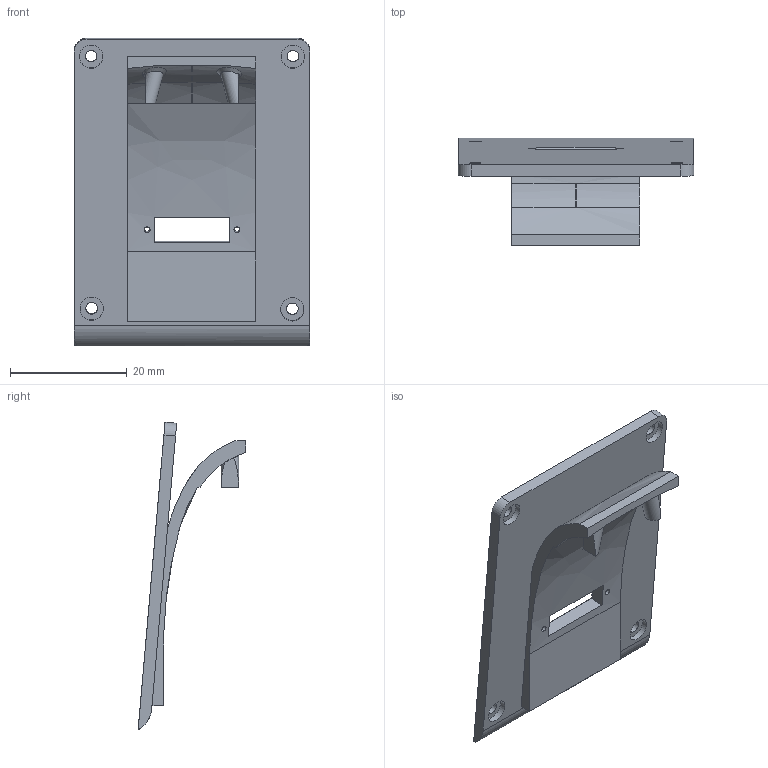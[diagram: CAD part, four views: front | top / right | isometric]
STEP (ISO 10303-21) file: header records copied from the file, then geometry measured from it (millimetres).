
FILE_DESCRIPTION(/* description */ (''),/* implementation_level */ '2;1');
FILE_NAME(/* name */ '',/* time_stamp */ '2024-06-24T22:13:31+08:00',/* author */ (''),/* organization */ (''),/* preprocessor_version */ 'ST-DEVELOPER v20',/* originating_system */ 'Autodesk Translation Framework v13.14.0.145',/* authorisation */ '');
FILE_SCHEMA (('AUTOMOTIVE_DESIGN { 1 0 10303 214 3 1 1 }'));
Length unit declared in the file: millimetre
Products named in the file (1): 身体后壳-绿荫修改版
Bounding box: 40.4 x 18.48 x 52.74 mm (x, y, z)
Volume: 5758.9 mm3; surface area: 5836.8 mm2
Topology: 1 solids, 1 shells, 63 faces, 159 edges, 106 vertices
Faces by surface type: plane 32, bspline 16, cylinder 15
Full cylindrical faces by diameter (mm): 1 x2, 2 x4, 4 x4
Entity records: 3632 total; most frequent: CARTESIAN_POINT 2109, ORIENTED_EDGE 318, DIRECTION 234, EDGE_CURVE 159, VERTEX_POINT 106, EDGE_LOOP 85, AXIS2_PLACEMENT_3D 81, LINE 72
